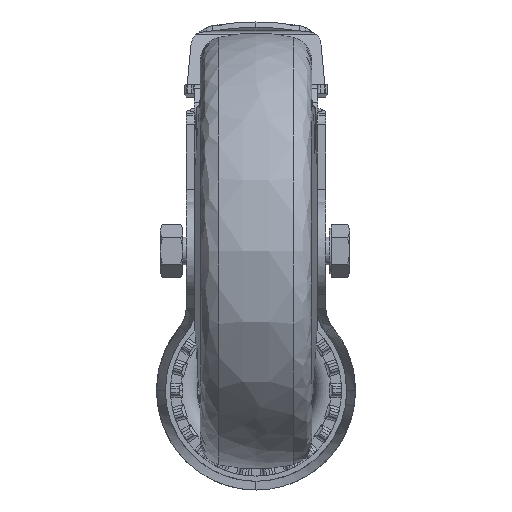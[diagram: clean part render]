
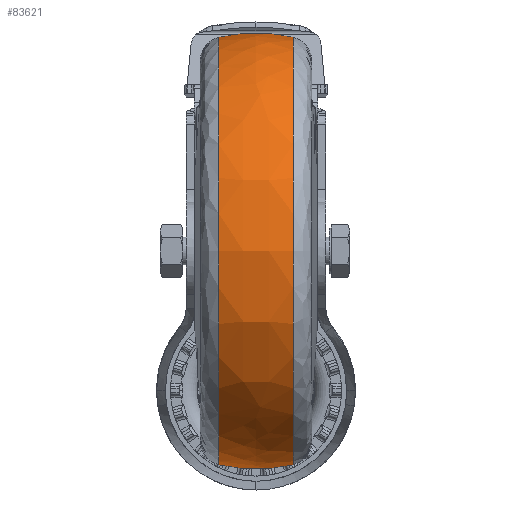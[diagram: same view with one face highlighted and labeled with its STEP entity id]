
A CAD part, front view. The second image highlights one B-rep face of the part: STEP entity #83621.
In plain terms, the highlighted free-form (B-spline) face has degree [3, 3] with [4, 4] control points.
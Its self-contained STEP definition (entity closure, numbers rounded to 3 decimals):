
#351 = EDGE_CURVE ( 'NONE', #385, #88977, #87865, .T. ) ;
#385 = VERTEX_POINT ( 'NONE', #4208 ) ;
#1715 = CARTESIAN_POINT ( 'NONE',  ( 3.621, -125.87, 62.935 ) ) ;
#3043 = ORIENTED_EDGE ( 'NONE', *, *, #64761, .T. ) ;
#4208 = CARTESIAN_POINT ( 'NONE',  ( -10.658, 0., 61.22 ) ) ;
#6115 = DIRECTION ( 'NONE',  ( 0., 0., 1. ) ) ;
#6710 = DIRECTION ( 'NONE',  ( 0., 0., -1. ) ) ;
#8867 = CARTESIAN_POINT ( 'NONE',  ( -10.658, 0., -61.22 ) ) ;
#9516 = CARTESIAN_POINT ( 'NONE',  ( 10.658, 0., -61.22 ) ) ;
#10732 = EDGE_CURVE ( 'NONE', #88977, #26866, #53841, .T. ) ;
#16976 = CARTESIAN_POINT ( 'NONE',  ( -10.658, -122.439, -61.22 ) ) ;
#17317 = CARTESIAN_POINT ( 'NONE',  ( 10.658, -122.439, 61.22 ) ) ;
#17586 = DIRECTION ( 'NONE',  ( 0., 1., 0. ) ) ;
#18045 = AXIS2_PLACEMENT_3D ( 'NONE', #64129, #17586, #72025 ) ;
#18312 = CIRCLE ( 'NONE', #71542, 61.22 ) ;
#24765 = CARTESIAN_POINT ( 'NONE',  ( -10.658, 0., 61.22 ) ) ;
#26866 = VERTEX_POINT ( 'NONE', #78100 ) ;
#28277 = EDGE_CURVE ( 'NONE', #385, #83262, #96313, .T. ) ;
#28836 = EDGE_LOOP ( 'NONE', ( #52992, #72386, #3043, #52884 ) ) ;
#32074 = DIRECTION ( 'NONE',  ( 1., 0., 0. ) ) ;
#32603 = CARTESIAN_POINT ( 'NONE',  ( -3.621, -125.87, -62.935 ) ) ;
#35745 = CARTESIAN_POINT ( 'NONE',  ( 10.658, 0., 61.22 ) ) ;
#40461 = CARTESIAN_POINT ( 'NONE',  ( -3.621, 0., 62.935 ) ) ;
#48287 = CARTESIAN_POINT ( 'NONE',  ( 3.621, -125.87, -62.935 ) ) ;
#52672 = DIRECTION ( 'NONE',  ( -1., 0., 0. ) ) ;
#52884 = ORIENTED_EDGE ( 'NONE', *, *, #28277, .F. ) ;
#52992 = ORIENTED_EDGE ( 'NONE', *, *, #351, .T. ) ;
#53261 = DIRECTION ( 'NONE',  ( 0., -1., 0. ) ) ;
#53841 = CIRCLE ( 'NONE', #67253, 45. ) ;
#56072 = CARTESIAN_POINT ( 'NONE',  ( 3.621, 0., 62.935 ) ) ;
#63545 = AXIS2_PLACEMENT_3D ( 'NONE', #78782, #32074, #86649 ) ;
#63850 = CARTESIAN_POINT ( 'NONE',  ( 10.658, -122.439, -61.22 ) ) ;
#64129 = CARTESIAN_POINT ( 'NONE',  ( 0., 0., 17.5 ) ) ;
#64586 = FACE_OUTER_BOUND ( 'NONE', #28836, .T. ) ;
#64761 = EDGE_CURVE ( 'NONE', #26866, #83262, #18312, .T. ) ;
#67253 = AXIS2_PLACEMENT_3D ( 'NONE', #100087, #53261, #6710 ) ;
#70507 = CARTESIAN_POINT ( 'NONE',  ( -10.658, 0., -61.22 ) ) ;
#71421 = CARTESIAN_POINT ( 'NONE',  ( -10.658, -122.439, 61.22 ) ) ;
#71542 = AXIS2_PLACEMENT_3D ( 'NONE', #99490, #52672, #6115 ) ;
#71755 = CARTESIAN_POINT ( 'NONE',  ( 10.658, 0., 61.22 ) ) ;
#72025 = DIRECTION ( 'NONE',  ( 0., 0., 1. ) ) ;
#72386 = ORIENTED_EDGE ( 'NONE', *, *, #10732, .T. ) ;
#78100 = CARTESIAN_POINT ( 'NONE',  ( 10.658, 0., -61.22 ) ) ;
#78782 = CARTESIAN_POINT ( 'NONE',  ( -10.658, 0., 0. ) ) ;
#79288 = CARTESIAN_POINT ( 'NONE',  ( -3.621, 0., -62.935 ) ) ;
#81580 =( BOUNDED_SURFACE ( )  B_SPLINE_SURFACE ( 3, 3, ( 
 ( #8867, #16976, #71421, #24765 ),
 ( #79288, #32603, #87165, #40461 ),
 ( #95077, #48287, #1715, #56072 ),
 ( #9516, #63850, #17317, #71755 ) ),
 .UNSPECIFIED., .F., .F., .T. ) 
 B_SPLINE_SURFACE_WITH_KNOTS ( ( 4, 4 ),
 ( 4, 4 ),
 ( 0., 1. ),
 ( 0., 1. ),
 .UNSPECIFIED. ) 
 GEOMETRIC_REPRESENTATION_ITEM ( )  RATIONAL_B_SPLINE_SURFACE ( (
 ( 1., 0.333, 0.333, 1.),
 ( 0.981, 0.327, 0.327, 0.981),
 ( 0.981, 0.327, 0.327, 0.981),
 ( 1., 0.333, 0.333, 1.) ) ) 
 REPRESENTATION_ITEM ( '' )  SURFACE ( )  );
#83262 = VERTEX_POINT ( 'NONE', #35745 ) ;
#83621 = ADVANCED_FACE ( 'NONE', ( #64586 ), #81580, .T. ) ;
#86649 = DIRECTION ( 'NONE',  ( 0., 0., 1. ) ) ;
#87165 = CARTESIAN_POINT ( 'NONE',  ( -3.621, -125.87, 62.935 ) ) ;
#87865 = CIRCLE ( 'NONE', #63545, 61.22 ) ;
#88977 = VERTEX_POINT ( 'NONE', #70507 ) ;
#95077 = CARTESIAN_POINT ( 'NONE',  ( 3.621, 0., -62.935 ) ) ;
#96313 = CIRCLE ( 'NONE', #18045, 45. ) ;
#99490 = CARTESIAN_POINT ( 'NONE',  ( 10.658, 0., 0. ) ) ;
#100087 = CARTESIAN_POINT ( 'NONE',  ( 0., 0., -17.5 ) ) ;
